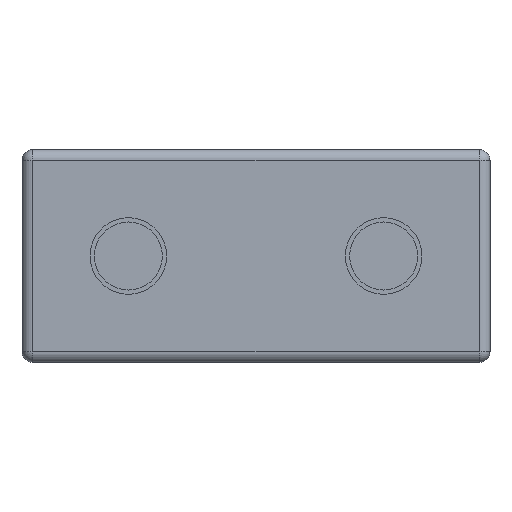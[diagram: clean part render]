
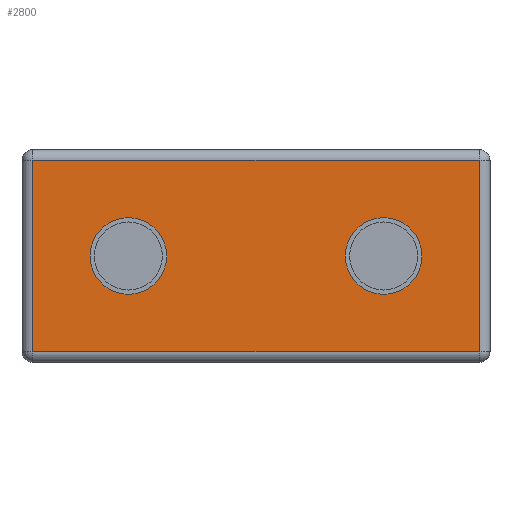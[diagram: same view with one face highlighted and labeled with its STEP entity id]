
A CAD part, front view. The second image highlights one B-rep face of the part: STEP entity #2800.
In plain terms, the highlighted planar face has unit normal (0, -1, 0).
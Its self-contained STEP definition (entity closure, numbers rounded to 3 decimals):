
#165=PLANE('',#2936);
#318=FACE_OUTER_BOUND('',#485,.T.);
#485=EDGE_LOOP('',(#2551,#2552,#2553,#2554));
#702=LINE('',#5476,#923);
#706=LINE('',#5495,#927);
#707=LINE('',#5503,#928);
#711=LINE('',#5516,#932);
#923=VECTOR('',#3315,10.);
#927=VECTOR('',#3341,10.);
#928=VECTOR('',#3352,10.);
#932=VECTOR('',#3370,10.);
#1339=VERTEX_POINT('',#5465);
#1340=VERTEX_POINT('',#5470);
#1345=VERTEX_POINT('',#5490);
#1346=VERTEX_POINT('',#5497);
#1730=EDGE_CURVE('',#1340,#1339,#702,.T.);
#1740=EDGE_CURVE('',#1339,#1345,#706,.T.);
#1744=EDGE_CURVE('',#1346,#1340,#707,.T.);
#1751=EDGE_CURVE('',#1345,#1346,#711,.T.);
#2551=ORIENTED_EDGE('',*,*,#1730,.F.);
#2552=ORIENTED_EDGE('',*,*,#1744,.F.);
#2553=ORIENTED_EDGE('',*,*,#1751,.F.);
#2554=ORIENTED_EDGE('',*,*,#1740,.F.);
#2800=ADVANCED_FACE('',(#318),#165,.T.);
#2936=AXIS2_PLACEMENT_3D('',#5521,#3377,#3378);
#3315=DIRECTION('',(-1.,0.,0.));
#3341=DIRECTION('',(0.,0.,1.));
#3352=DIRECTION('',(0.,0.,-1.));
#3370=DIRECTION('',(1.,0.,0.));
#3377=DIRECTION('center_axis',(0.,-1.,0.));
#3378=DIRECTION('ref_axis',(1.,0.,0.));
#5465=CARTESIAN_POINT('',(-5.25,-15.,0.25));
#5470=CARTESIAN_POINT('',(5.25,-15.,0.25));
#5476=CARTESIAN_POINT('',(-2.75,-15.,0.25));
#5490=CARTESIAN_POINT('',(-5.25,-15.,4.75));
#5495=CARTESIAN_POINT('',(-5.25,-15.,0.));
#5497=CARTESIAN_POINT('',(5.25,-15.,4.75));
#5503=CARTESIAN_POINT('',(5.25,-15.,0.));
#5516=CARTESIAN_POINT('',(-2.75,-15.,4.75));
#5521=CARTESIAN_POINT('Origin',(-5.5,-15.,0.));
